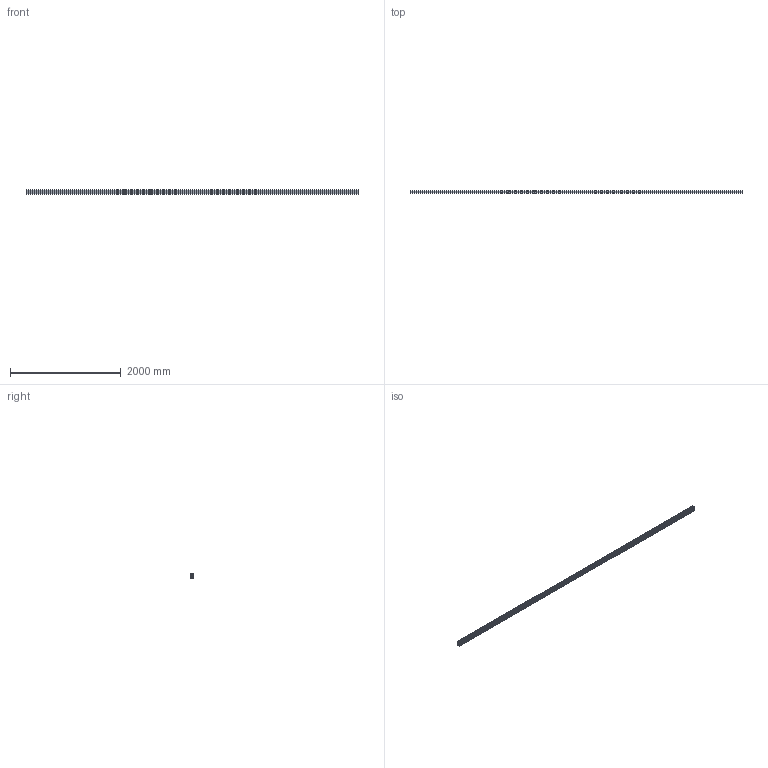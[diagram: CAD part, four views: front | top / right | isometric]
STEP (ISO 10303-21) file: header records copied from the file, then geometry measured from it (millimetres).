
FILE_DESCRIPTION (( 'STEP AP214' ), '1' );
FILE_NAME ('201070_Profil 45x90 Nut 10.STEP', '2019-01-29T08:13:05', ( '' ), ( '' ), 'SwSTEP 2.0', 'SolidWorks 2017', '' );
FILE_SCHEMA (( 'AUTOMOTIVE_DESIGN' ));
Length unit declared in the file: millimetre
Products named in the file (1): 201070_Profil 45x90 Nut 10
Bounding box: 6000 x 45 x 90 mm (x, y, z)
Volume: 9114894 mm3; surface area: 5430620.2 mm2
Topology: 1 solids, 1 shells, 467 faces, 1395 edges, 930 vertices
Faces by surface type: cylinder 279, plane 188
Entity records: 15989 total; most frequent: DIRECTION 2889, CARTESIAN_POINT 2793, ORIENTED_EDGE 2790, EDGE_CURVE 1395, AXIS2_PLACEMENT_3D 1026, VERTEX_POINT 930, LINE 837, VECTOR 837
